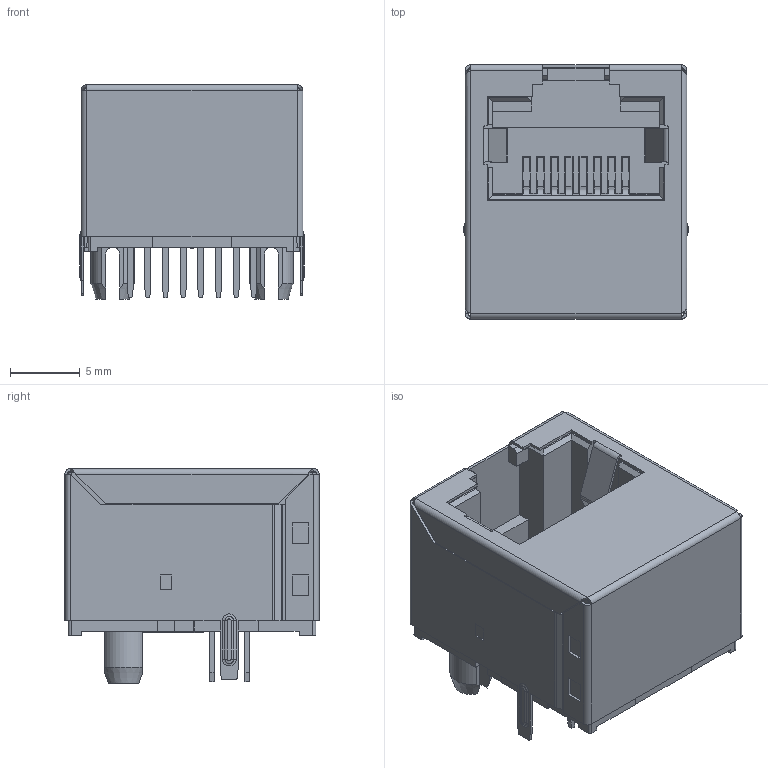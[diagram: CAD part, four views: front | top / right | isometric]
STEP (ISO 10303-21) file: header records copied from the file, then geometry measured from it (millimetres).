
FILE_DESCRIPTION((''),'2;1');
FILE_NAME('18012H_10P0_ASM','2019-09-07T14:52:16',('Administrator'),(''),'CREO PARAMETRIC BY PTC INC, 2018400','CREO PARAMETRIC BY PTC INC, 2018400','');
FILE_SCHEMA(('CONFIG_CONTROL_DESIGN'));
Length unit declared in the file: millimetre
Products named in the file (15): 180_12H000_1-6078; 180_12H000_1-13628_1; 180_12H000_1-13628_2; 180_12H000_1-13628_3; 180_12H000_1-13628_4; 180_12H000_1-13628_5; 180_12H000_1-13628_6; 180_12H000_1-13628_7; 180_12H000_1-13628_8; 180_12H000_1-13628_9; 180_12H000_1-13628_ASM; 180_12H000_1-21428; 0-10_1; 18012H000_ASM_1_ASM; 18012H_10P0_ASM
Assembly tree (21 placements, depth 4):
  18012H_10P0_ASM
    18012H000_ASM_1_ASM
      180_12H000_1-6078
      180_12H000_1-13628_ASM
        180_12H000_1-13628_1
        180_12H000_1-13628_2
        180_12H000_1-13628_3
        180_12H000_1-13628_4
        180_12H000_1-13628_5
        180_12H000_1-13628_6
        180_12H000_1-13628_7
        180_12H000_1-13628_8
        180_12H000_1-13628_9
      180_12H000_1-21428
      0-10_1  x8
Bounding box: 16.15 x 18.3 x 15.45 mm (x, y, z)
Volume: 2036 mm3; surface area: 5098.8 mm2
Topology: 19 solids, 19 shells, 762 faces, 1975 edges, 1270 vertices
Faces by surface type: plane 642, cylinder 92, bspline 16, torus 8, cone 4
Entity records: 22406 total; most frequent: CARTESIAN_POINT 4536, ORIENTED_EDGE 3698, DIRECTION 3537, EDGE_CURVE 1849, VECTOR 1581, LINE 1581, VERTEX_POINT 1186, AXIS2_PLACEMENT_3D 978
